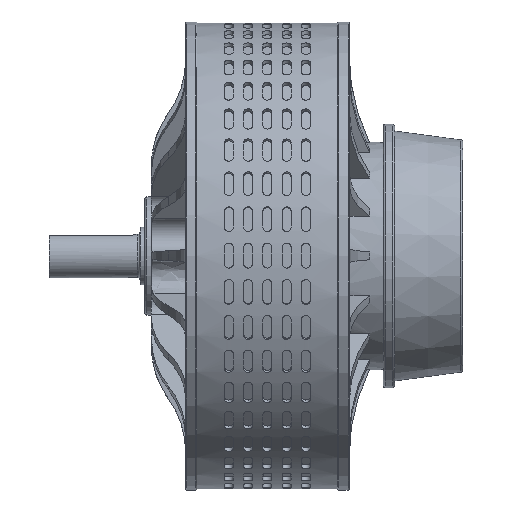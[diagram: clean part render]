
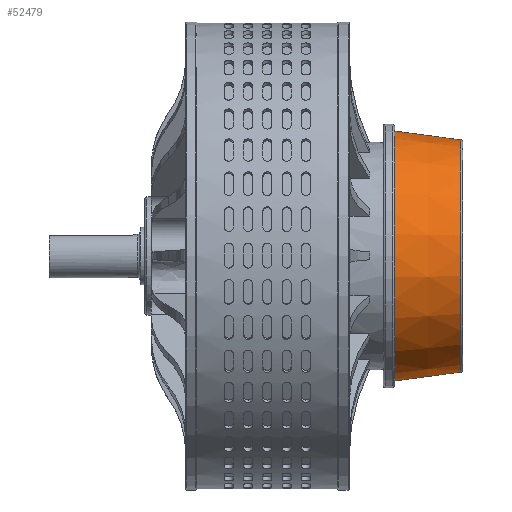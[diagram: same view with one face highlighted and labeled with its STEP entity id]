
A CAD part, top view. The second image highlights one B-rep face of the part: STEP entity #52479.
In plain terms, the highlighted conical face has half-angle 7.595 degrees and reference radius 53 mm.
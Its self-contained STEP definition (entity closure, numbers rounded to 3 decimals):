
#52437=CARTESIAN_POINT('',(181.132,51.116,0.0));
#52438=VERTEX_POINT('',#52437);
#52439=CARTESIAN_POINT('',(181.132,0.0,0.));
#52440=DIRECTION('',(1.0,0.0,0.0));
#52441=DIRECTION('',(0.0,-1.0,0.0));
#52442=AXIS2_PLACEMENT_3D('',#52439,#52440,#52441);
#52443=CIRCLE('',#52442,51.116);
#52444=EDGE_CURVE('',#52438,#52438,#52443,.T.);
#52460=CARTESIAN_POINT('',(167.,0.0,0.0));
#52461=DIRECTION('',(-1.0,0.0,0.0));
#52462=DIRECTION('',(0.0,1.0,0.0));
#52463=AXIS2_PLACEMENT_3D('',#52460,#52461,#52462);
#52464=CONICAL_SURFACE('',#52463,53.,7.595);
#52465=CARTESIAN_POINT('',(152.0,55.,0.0));
#52466=VERTEX_POINT('',#52465);
#52467=CARTESIAN_POINT('',(152.0,0.0,0.0));
#52468=DIRECTION('',(1.0,0.0,0.0));
#52469=DIRECTION('',(0.0,1.0,0.0));
#52470=AXIS2_PLACEMENT_3D('',#52467,#52468,#52469);
#52471=CIRCLE('',#52470,55.);
#52472=EDGE_CURVE('',#52466,#52466,#52471,.T.);
#52473=ORIENTED_EDGE('',*,*,#52472,.T.);
#52474=EDGE_LOOP('',(#52473));
#52475=FACE_OUTER_BOUND('',#52474,.T.);
#52476=ORIENTED_EDGE('',*,*,#52444,.F.);
#52477=EDGE_LOOP('',(#52476));
#52478=FACE_BOUND('',#52477,.T.);
#52479=ADVANCED_FACE('',(#52475,#52478),#52464,.T.);
